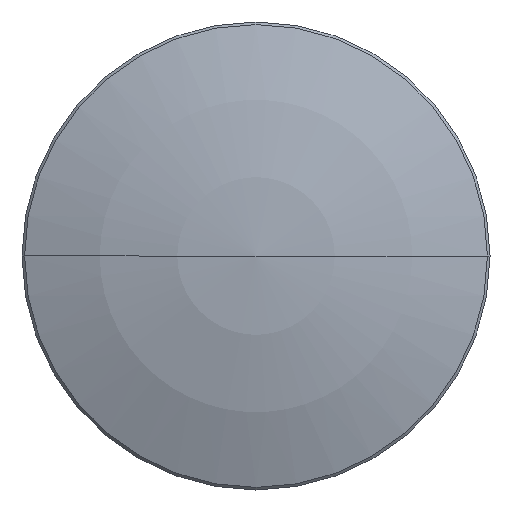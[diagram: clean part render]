
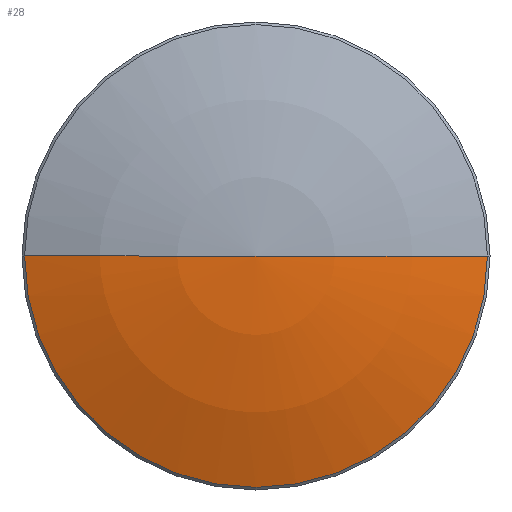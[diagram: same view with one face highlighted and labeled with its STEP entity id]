
A CAD part, left-side view. The second image highlights one B-rep face of the part: STEP entity #28.
In plain terms, the highlighted toroidal (fillet/blend) face has major radius 0.128 mm and minor radius 35.7 mm.
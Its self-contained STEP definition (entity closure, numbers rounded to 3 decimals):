
#22 = VERTEX_POINT ( 'NONE', #56 ) ;
#23 = EDGE_CURVE ( 'NONE', #78, #22, #54, .T. ) ;
#27 = ORIENTED_EDGE ( 'NONE', *, *, #38, .T. ) ;
#28 = ADVANCED_FACE ( 'NONE', ( #137 ), #145, .T. ) ;
#29 = EDGE_LOOP ( 'NONE', ( #117, #27, #43 ) ) ;
#38 = EDGE_CURVE ( 'NONE', #78, #120, #210, .T. ) ;
#39 = EDGE_CURVE ( 'NONE', #120, #22, #204, .T. ) ;
#43 = ORIENTED_EDGE ( 'NONE', *, *, #39, .T. ) ;
#53 = AXIS2_PLACEMENT_3D ( 'NONE', #140, #139, #138 ) ;
#54 = CIRCLE ( 'NONE', #53, 35.7 ) ;
#56 = CARTESIAN_POINT ( 'NONE',  ( -3.535, 0., 0.098 ) ) ;
#78 = VERTEX_POINT ( 'NONE', #361 ) ;
#117 = ORIENTED_EDGE ( 'NONE', *, *, #23, .F. ) ;
#120 = VERTEX_POINT ( 'NONE', #409 ) ;
#137 = FACE_OUTER_BOUND ( 'NONE', #29, .T. ) ;
#138 = DIRECTION ( 'NONE',  ( 0., -1., 0. ) ) ;
#139 = DIRECTION ( 'NONE',  ( 0., 0., 1. ) ) ;
#140 = CARTESIAN_POINT ( 'NONE',  ( 32.165, -0.128, 0.098 ) ) ;
#141 = DIRECTION ( 'NONE',  ( 0., -1., 0. ) ) ;
#142 = DIRECTION ( 'NONE',  ( -1., 0., 0. ) ) ;
#143 = CARTESIAN_POINT ( 'NONE',  ( 32.165, 0., 0.098 ) ) ;
#144 = AXIS2_PLACEMENT_3D ( 'NONE', #143, #142, #141 ) ;
#145 = TOROIDAL_SURFACE ( 'NONE', #144, -0.128, 35.7 ) ;
#200 = DIRECTION ( 'NONE',  ( -1., 0., 0. ) ) ;
#201 = DIRECTION ( 'NONE',  ( 0., 0., -1. ) ) ;
#202 = CARTESIAN_POINT ( 'NONE',  ( 32.165, 0.128, 0.098 ) ) ;
#203 = AXIS2_PLACEMENT_3D ( 'NONE', #202, #201, #200 ) ;
#204 = CIRCLE ( 'NONE', #203, 35.7 ) ;
#206 = DIRECTION ( 'NONE',  ( 0., -1., 0. ) ) ;
#207 = DIRECTION ( 'NONE',  ( -1., 0., 0. ) ) ;
#208 = CARTESIAN_POINT ( 'NONE',  ( -1.205, 0., 0.098 ) ) ;
#209 = AXIS2_PLACEMENT_3D ( 'NONE', #208, #207, #206 ) ;
#210 = CIRCLE ( 'NONE', #209, 12.559 ) ;
#361 = CARTESIAN_POINT ( 'NONE',  ( -1.205, 12.559, 0.098 ) ) ;
#409 = CARTESIAN_POINT ( 'NONE',  ( -1.205, -12.559, 0.098 ) ) ;
